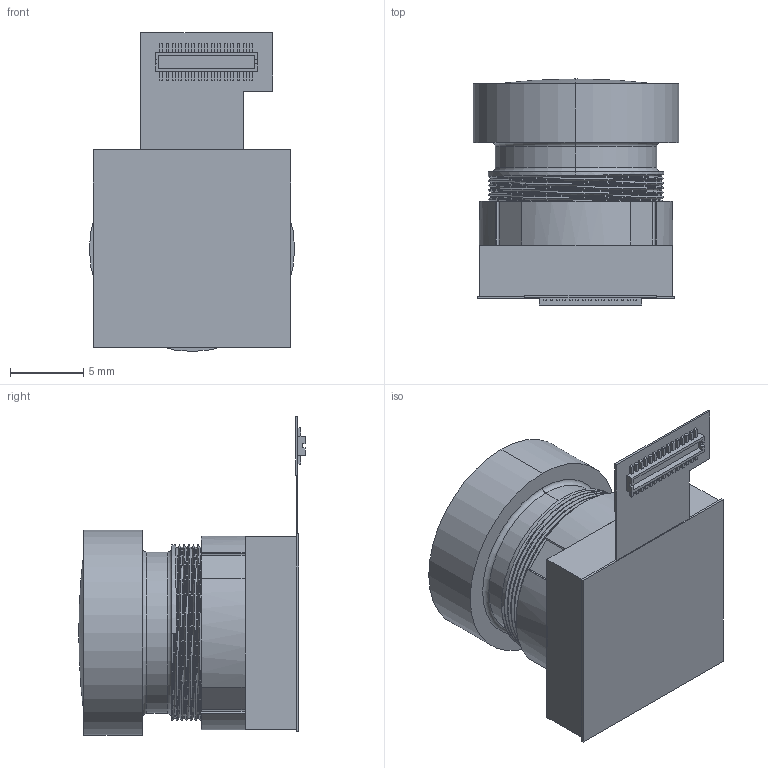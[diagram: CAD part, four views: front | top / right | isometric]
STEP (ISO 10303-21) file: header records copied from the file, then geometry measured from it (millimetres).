
FILE_DESCRIPTION (( 'STEP AP203' ), '1' );
FILE_NAME ('b0180（3d文件）.STEP', '2020-04-28T01:46:46', ( 'arducam007' ), ( '' ), 'SwSTEP 2.0', 'SolidWorks 2018', '' );
FILE_SCHEMA (( 'CONFIG_CONTROL_DESIGN' ));
Length unit declared in the file: millimetre
Products named in the file (4): 錨璃2; 錨璃3; 錨璃1; b0180ㄗ3d恅璃ㄘ
Assembly tree (3 placements, depth 2):
  b0180ㄗ3d恅璃ㄘ
    錨璃1
    錨璃2
    錨璃3
Bounding box: 14 x 15.44 x 21.75 mm (x, y, z)
Volume: 1462.7 mm3; surface area: 2570.8 mm2
Topology: 5 solids, 5 shells, 288 faces, 802 edges, 531 vertices
Faces by surface type: plane 188, cylinder 86, bspline 6, torus 4, sphere 4
Entity records: 12859 total; most frequent: CARTESIAN_POINT 5359, ORIENTED_EDGE 1604, DIRECTION 1335, EDGE_CURVE 802, VECTOR 597, LINE 597, VERTEX_POINT 531, AXIS2_PLACEMENT_3D 369
